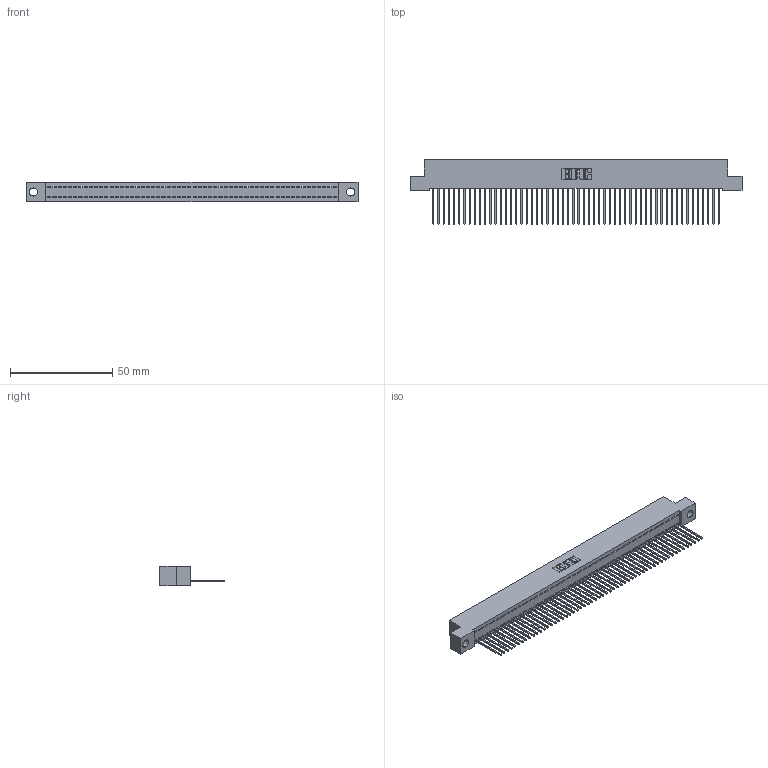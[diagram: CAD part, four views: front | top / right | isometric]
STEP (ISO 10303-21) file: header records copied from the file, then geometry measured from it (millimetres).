
FILE_DESCRIPTION (( 'STEP AP203' ), '1' );
FILE_NAME ('392-056-542-104.STEP', '2019-10-08T15:14:24', ( '' ), ( '' ), 'SwSTEP 2.0', 'SolidWorks 2016', '' );
FILE_SCHEMA (( 'CONFIG_CONTROL_DESIGN' ));
Length unit declared in the file: inch
Products named in the file (3): 342 Part_.156 TH; 345-292-001_345-293-142; 392-056-542-104
Assembly tree (57 placements, depth 2):
  392-056-542-104
    342 Part_.156 TH
    345-292-001_345-293-142  x56
Bounding box: 162.56 x 31.63 x 9.4 mm (x, y, z)
Volume: 14342.4 mm3; surface area: 21901.2 mm2
Topology: 57 solids, 57 shells, 3358 faces, 10155 edges, 6694 vertices
Faces by surface type: plane 2418, cylinder 940
Entity records: 32313 total; most frequent: CARTESIAN_POINT 5578, ORIENTED_EDGE 5570, DIRECTION 4677, EDGE_CURVE 2785, LINE 2657, VECTOR 2657, VERTEX_POINT 1854, AXIS2_PLACEMENT_3D 1010
